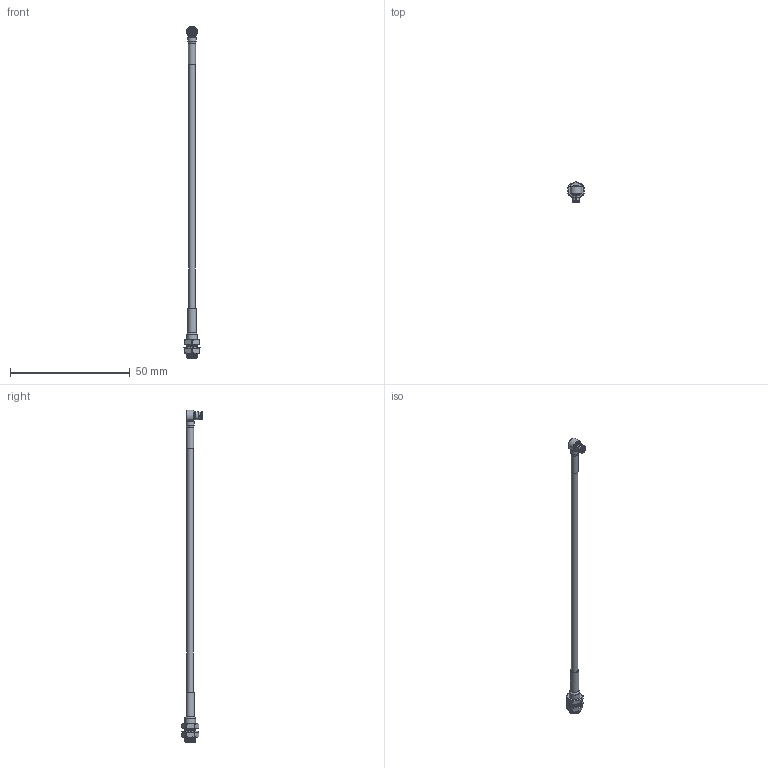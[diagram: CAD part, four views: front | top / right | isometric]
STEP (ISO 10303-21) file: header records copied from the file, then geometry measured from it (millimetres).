
FILE_DESCRIPTION (( 'STEP AP203' ), '1' );
FILE_NAME ('PE3C1495LF_3D.step', '2022-02-17T18:01:35', ( '' ), ( '' ), 'SwSTEP 2.0', 'SolidWorks 2021', '' );
FILE_SCHEMA (( 'CONFIG_CONTROL_DESIGN' ));
Length unit declared in the file: inch
Products named in the file (4): PE3C1495LF_3D; PE44275^PE3C1495LF_Heat Shrink; PE44483^PE3C1495LF_Heat Shrink; PE-SR405FLJ^PE3C1495LF_PE-SR405FLJ
Assembly tree (3 placements, depth 2):
  PE3C1495LF_3D
    PE-SR405FLJ^PE3C1495LF_PE-SR405FLJ
    PE44275^PE3C1495LF_Heat Shrink
    PE44483^PE3C1495LF_Heat Shrink
Bounding box: 7.11 x 8.76 x 138.51 mm (x, y, z)
Volume: 1033.5 mm3; surface area: 1746.3 mm2
Topology: 7 solids, 8 shells, 231 faces, 536 edges, 340 vertices
Faces by surface type: cylinder 68, plane 65, cone 48, bspline 47, torus 3
Full cylindrical faces by diameter (mm): 0.32 x1, 0.371 x1, 0.927 x1, 1.88 x1, 2.032 x1, 2.286 x1, 2.501 x1, 2.54 x1, 2.642 x1, 2.667 x1, 2.794 x1, 2.896 x1, 2.946 x1, 3.378 x1, 3.409 x1, 3.429 x1, 3.505 x1, 4.462 x1, 4.775 x1, 7.112 x1
Entity records: 11221 total; most frequent: CARTESIAN_POINT 6233, ORIENTED_EDGE 978, DIRECTION 826, EDGE_CURVE 489, AXIS2_PLACEMENT_3D 373, VERTEX_POINT 331, EDGE_LOOP 294, FACE_OUTER_BOUND 262
